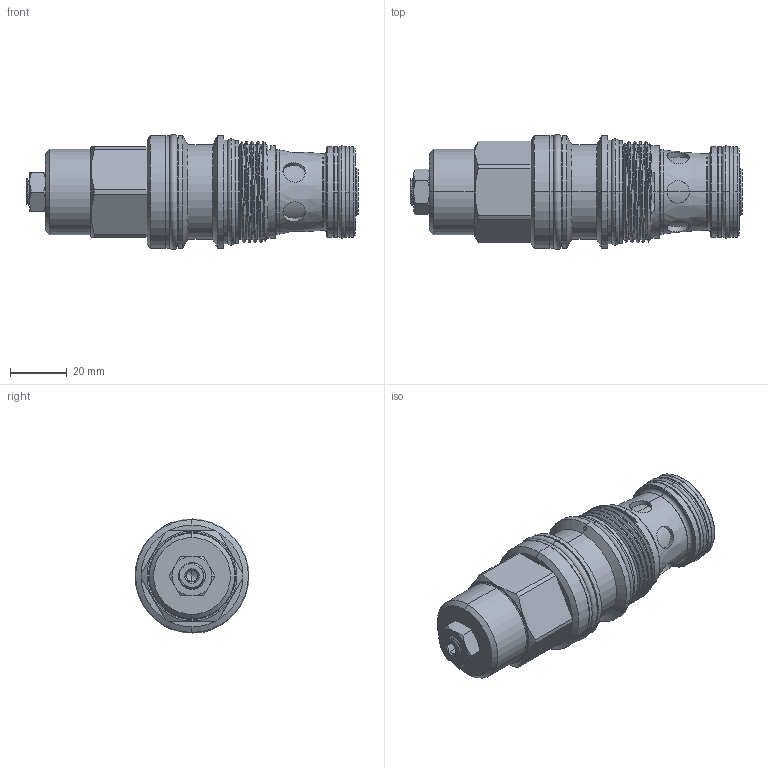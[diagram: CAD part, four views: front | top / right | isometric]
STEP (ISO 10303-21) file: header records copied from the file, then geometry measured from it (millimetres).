
FILE_DESCRIPTION (( 'STEP AP203' ), '1' );
FILE_NAME ('CB17A3A(3C)(3Q)-L.STEP', '2020-04-08T05:44:48', ( '' ), ( '' ), 'SwSTEP 2.0', 'SolidWorks 2018', '' );
FILE_SCHEMA (( 'CONFIG_CONTROL_DESIGN' ));
Length unit declared in the file: millimetre
Products named in the file (1): CB17A3A(3C)(3Q)-L
Bounding box: 116.69 x 40.39 x 40.39 mm (x, y, z)
Volume: 93205.9 mm3; surface area: 22803.4 mm2
Topology: 6 solids, 6 shells, 254 faces, 578 edges, 351 vertices
Faces by surface type: cylinder 113, plane 56, cone 55, torus 22, bspline 6, sphere 2
Entity records: 10120 total; most frequent: CARTESIAN_POINT 4439, DIRECTION 1206, ORIENTED_EDGE 1152, EDGE_CURVE 576, AXIS2_PLACEMENT_3D 513, VERTEX_POINT 351, EDGE_LOOP 281, CIRCLE 264
